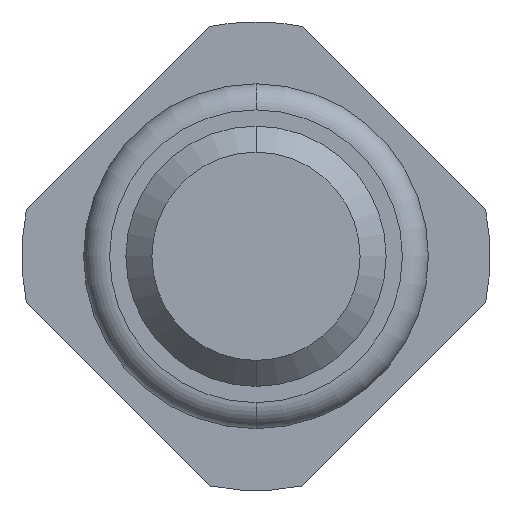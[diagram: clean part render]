
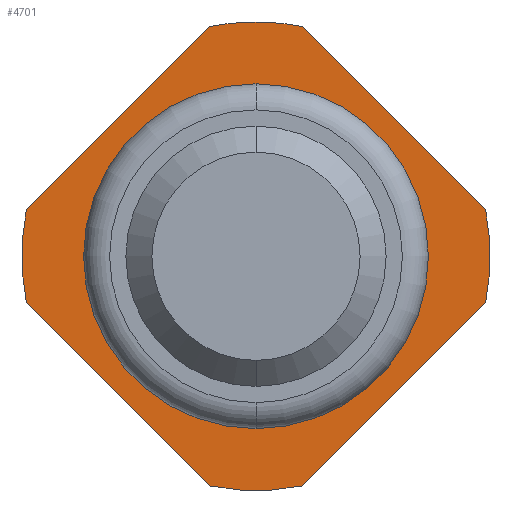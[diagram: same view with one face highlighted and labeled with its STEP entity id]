
A CAD part, front view. The second image highlights one B-rep face of the part: STEP entity #4701.
In plain terms, the highlighted planar face has unit normal (0, -1, 0).
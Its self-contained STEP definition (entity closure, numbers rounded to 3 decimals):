
#11 = DIRECTION ( 'NONE',  ( -0.707, 0., -0.707 ) ) ;
#158 = PLANE ( 'NONE',  #4243 ) ;
#329 = ORIENTED_EDGE ( 'NONE', *, *, #1542, .F. ) ;
#352 = VECTOR ( 'NONE', #11, 1000. ) ;
#470 = VERTEX_POINT ( 'NONE', #929 ) ;
#495 = CARTESIAN_POINT ( 'NONE',  ( -0.161, -2., 1.961 ) ) ;
#555 = AXIS2_PLACEMENT_3D ( 'NONE', #1840, #3356, #4091 ) ;
#567 = EDGE_CURVE ( 'Defeature ausgef�hrt2_15+Defeature ausgef�hrt2_0+Defeature ausgef�hrt2_1+Defeature ausgef�hrt2_4', #840, #4372, #4075, .T. ) ;
#635 = AXIS2_PLACEMENT_3D ( 'NONE', #2423, #1667, #2473 ) ;
#793 = DIRECTION ( 'NONE',  ( -0.707, 0., 0.707 ) ) ;
#797 = CARTESIAN_POINT ( 'NONE',  ( 0., -2., 1.8 ) ) ;
#800 = CARTESIAN_POINT ( 'NONE',  ( 1.961, -2., 0.161 ) ) ;
#840 = VERTEX_POINT ( 'NONE', #4507 ) ;
#860 = EDGE_CURVE ( 'Defeature ausgef�hrt2_2+Defeature ausgef�hrt2_0+Defeature ausgef�hrt2_17+Defeature ausgef�hrt2_18', #2897, #2430, #4806, .T. ) ;
#909 = CARTESIAN_POINT ( 'NONE',  ( -0.357, -2., -1.764 ) ) ;
#929 = CARTESIAN_POINT ( 'NONE',  ( -1.764, -2., 0.357 ) ) ;
#934 = AXIS2_PLACEMENT_3D ( 'NONE', #2642, #4952, #2661 ) ;
#964 = VECTOR ( 'NONE', #2362, 1000. ) ;
#1022 = ORIENTED_EDGE ( 'NONE', *, *, #2589, .F. ) ;
#1111 = AXIS2_PLACEMENT_3D ( 'NONE', #3493, #4288, #1625 ) ;
#1156 = LINE ( 'NONE', #800, #964 ) ;
#1195 = DIRECTION ( 'NONE',  ( 0., 1., 0. ) ) ;
#1210 = CARTESIAN_POINT ( 'NONE',  ( 0., -2., 0. ) ) ;
#1214 = ORIENTED_EDGE ( 'NONE', *, *, #2722, .F. ) ;
#1315 = EDGE_CURVE ( 'Defeature ausgef�hrt2_2+Defeature ausgef�hrt2_0+Defeature ausgef�hrt2_17+Defeature ausgef�hrt2_18', #2430, #2843, #2072, .T. ) ;
#1366 = CARTESIAN_POINT ( 'NONE',  ( 0., -2., 0. ) ) ;
#1403 = VECTOR ( 'NONE', #4699, 1000. ) ;
#1422 = EDGE_CURVE ( 'Defeature ausgef�hrt2_0+Defeature ausgef�hrt2_12+Defeature ausgef�hrt2_12+Defeature ausgef�hrt2_12', #3431, #2674, #3848, .T. ) ;
#1425 = EDGE_LOOP ( 'NONE', ( #3767, #3468 ) ) ;
#1542 = EDGE_CURVE ( 'Defeature ausgef�hrt2_1+Defeature ausgef�hrt2_0+Defeature ausgef�hrt2_18+Defeature ausgef�hrt2_15', #2699, #840, #4260, .T. ) ;
#1595 = CARTESIAN_POINT ( 'NONE',  ( -0.357, -2., 1.764 ) ) ;
#1625 = DIRECTION ( 'NONE',  ( 0., 0., 1. ) ) ;
#1641 = AXIS2_PLACEMENT_3D ( 'NONE', #1366, #2451, #2178 ) ;
#1667 = DIRECTION ( 'NONE',  ( 0., 1., 0. ) ) ;
#1717 = AXIS2_PLACEMENT_3D ( 'NONE', #1210, #1195, #3898 ) ;
#1813 = CARTESIAN_POINT ( 'NONE',  ( 0.357, -2., -1.764 ) ) ;
#1840 = CARTESIAN_POINT ( 'NONE',  ( 0., -2., 0. ) ) ;
#1866 = EDGE_CURVE ( 'Defeature ausgef�hrt2_0+Defeature ausgef�hrt2_12+Defeature ausgef�hrt2_12+Defeature ausgef�hrt2_12', #2674, #3431, #2095, .T. ) ;
#1971 = CARTESIAN_POINT ( 'NONE',  ( 1.961, -2., -0.161 ) ) ;
#1999 = VERTEX_POINT ( 'NONE', #909 ) ;
#2072 = CIRCLE ( 'NONE', #1111, 1.8 ) ;
#2074 = ORIENTED_EDGE ( 'NONE', *, *, #2960, .F. ) ;
#2095 = CIRCLE ( 'NONE', #1717, 1.325 ) ;
#2135 = FACE_BOUND ( 'NONE', #1425, .T. ) ;
#2178 = DIRECTION ( 'NONE',  ( 0., 0., 1. ) ) ;
#2249 = DIRECTION ( 'NONE',  ( 0., 1., 0. ) ) ;
#2252 = VERTEX_POINT ( 'NONE', #2633 ) ;
#2301 = ORIENTED_EDGE ( 'NONE', *, *, #3576, .F. ) ;
#2304 = CARTESIAN_POINT ( 'NONE',  ( 0.357, -2., 1.764 ) ) ;
#2362 = DIRECTION ( 'NONE',  ( 0.707, 0., -0.707 ) ) ;
#2402 = ORIENTED_EDGE ( 'NONE', *, *, #860, .F. ) ;
#2423 = CARTESIAN_POINT ( 'NONE',  ( 0., -2., 0. ) ) ;
#2430 = VERTEX_POINT ( 'NONE', #797 ) ;
#2451 = DIRECTION ( 'NONE',  ( 0., 1., 0. ) ) ;
#2473 = DIRECTION ( 'NONE',  ( 0., 0., 1. ) ) ;
#2589 = EDGE_CURVE ( 'Defeature ausgef�hrt2_17+Defeature ausgef�hrt2_0+Defeature ausgef�hrt2_3+Defeature ausgef�hrt2_2', #470, #2897, #2610, .T. ) ;
#2610 = LINE ( 'NONE', #495, #1403 ) ;
#2633 = CARTESIAN_POINT ( 'NONE',  ( -1.764, -2., -0.357 ) ) ;
#2642 = CARTESIAN_POINT ( 'NONE',  ( 0., -2., 0. ) ) ;
#2661 = DIRECTION ( 'NONE',  ( 0., 0., 1. ) ) ;
#2668 = EDGE_LOOP ( 'NONE', ( #2950, #3883, #2402, #1022, #2301, #2074, #1214, #3018, #329 ) ) ;
#2674 = VERTEX_POINT ( 'NONE', #3674 ) ;
#2691 = CARTESIAN_POINT ( 'NONE',  ( 0., -2., 1.325 ) ) ;
#2699 = VERTEX_POINT ( 'NONE', #4141 ) ;
#2722 = EDGE_CURVE ( 'Defeature ausgef�hrt2_4+Defeature ausgef�hrt2_0+Defeature ausgef�hrt2_15+Defeature ausgef�hrt2_16', #4372, #1999, #4279, .T. ) ;
#2749 = CARTESIAN_POINT ( 'NONE',  ( -0.161, -2., -1.961 ) ) ;
#2843 = VERTEX_POINT ( 'NONE', #2304 ) ;
#2859 = CARTESIAN_POINT ( 'NONE',  ( 1.8, -2., 0. ) ) ;
#2897 = VERTEX_POINT ( 'NONE', #1595 ) ;
#2899 = AXIS2_PLACEMENT_3D ( 'NONE', #4895, #2249, #4157 ) ;
#2950 = ORIENTED_EDGE ( 'NONE', *, *, #3548, .F. ) ;
#2960 = EDGE_CURVE ( 'Defeature ausgef�hrt2_16+Defeature ausgef�hrt2_0+Defeature ausgef�hrt2_4+Defeature ausgef�hrt2_3', #1999, #2252, #4767, .T. ) ;
#3018 = ORIENTED_EDGE ( 'NONE', *, *, #567, .F. ) ;
#3356 = DIRECTION ( 'NONE',  ( 0., 1., 0. ) ) ;
#3384 = VECTOR ( 'NONE', #793, 1000. ) ;
#3431 = VERTEX_POINT ( 'NONE', #2691 ) ;
#3468 = ORIENTED_EDGE ( 'NONE', *, *, #1866, .T. ) ;
#3493 = CARTESIAN_POINT ( 'NONE',  ( 0., -2., 0. ) ) ;
#3548 = EDGE_CURVE ( 'Defeature ausgef�hrt2_18+Defeature ausgef�hrt2_0+Defeature ausgef�hrt2_2+Defeature ausgef�hrt2_1', #2843, #2699, #1156, .T. ) ;
#3576 = EDGE_CURVE ( 'Defeature ausgef�hrt2_3+Defeature ausgef�hrt2_0+Defeature ausgef�hrt2_16+Defeature ausgef�hrt2_17', #2252, #470, #4223, .T. ) ;
#3674 = CARTESIAN_POINT ( 'NONE',  ( 0., -2., -1.325 ) ) ;
#3767 = ORIENTED_EDGE ( 'NONE', *, *, #1422, .T. ) ;
#3848 = CIRCLE ( 'NONE', #1641, 1.325 ) ;
#3883 = ORIENTED_EDGE ( 'NONE', *, *, #1315, .F. ) ;
#3898 = DIRECTION ( 'NONE',  ( 0., 0., 1. ) ) ;
#4075 = LINE ( 'NONE', #1971, #352 ) ;
#4091 = DIRECTION ( 'NONE',  ( 0., 0., 1. ) ) ;
#4141 = CARTESIAN_POINT ( 'NONE',  ( 1.764, -2., 0.357 ) ) ;
#4157 = DIRECTION ( 'NONE',  ( 0., 0., 1. ) ) ;
#4223 = CIRCLE ( 'NONE', #635, 1.8 ) ;
#4243 = AXIS2_PLACEMENT_3D ( 'NONE', #2859, #4790, #4762 ) ;
#4260 = CIRCLE ( 'NONE', #2899, 1.8 ) ;
#4273 = FACE_OUTER_BOUND ( 'NONE', #2668, .T. ) ;
#4279 = CIRCLE ( 'NONE', #555, 1.8 ) ;
#4288 = DIRECTION ( 'NONE',  ( 0., 1., 0. ) ) ;
#4372 = VERTEX_POINT ( 'NONE', #1813 ) ;
#4507 = CARTESIAN_POINT ( 'NONE',  ( 1.764, -2., -0.357 ) ) ;
#4699 = DIRECTION ( 'NONE',  ( 0.707, 0., 0.707 ) ) ;
#4701 = ADVANCED_FACE ( 'Defeature ausgef�hrt2_0', ( #2135, #4273 ), #158, .F. ) ;
#4762 = DIRECTION ( 'NONE',  ( 0., 0., 1. ) ) ;
#4767 = LINE ( 'NONE', #2749, #3384 ) ;
#4790 = DIRECTION ( 'NONE',  ( 0., 1., 0. ) ) ;
#4806 = CIRCLE ( 'NONE', #934, 1.8 ) ;
#4895 = CARTESIAN_POINT ( 'NONE',  ( 0., -2., 0. ) ) ;
#4952 = DIRECTION ( 'NONE',  ( 0., 1., 0. ) ) ;
